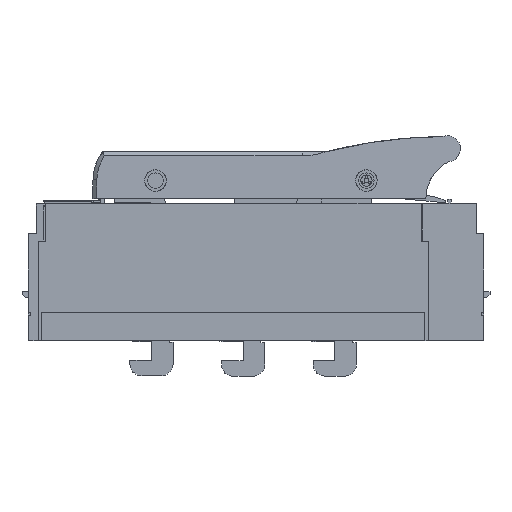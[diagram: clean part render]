
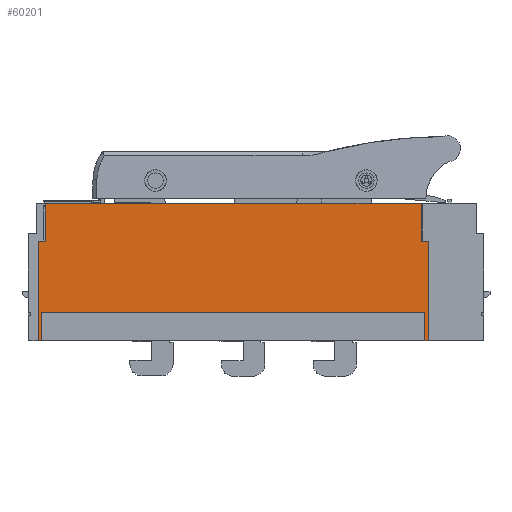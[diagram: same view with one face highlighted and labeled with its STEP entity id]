
A CAD part, front view. The second image highlights one B-rep face of the part: STEP entity #60201.
In plain terms, the highlighted planar face has unit normal (0, -1, 0).
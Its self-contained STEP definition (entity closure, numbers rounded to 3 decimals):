
#55205=DIRECTION('',(0.,0.,1.));
#55206=VECTOR('',#55205,25.);
#55207=CARTESIAN_POINT('',(-123.,-104.75,65.));
#55208=LINE('',#55207,#55206);
#55212=DIRECTION('',(1.,0.,0.));
#55213=VECTOR('',#55212,246.);
#55214=CARTESIAN_POINT('',(-123.,-104.75,90.));
#55215=LINE('',#55214,#55213);
#55219=DIRECTION('',(0.,0.,-1.));
#55220=VECTOR('',#55219,25.);
#55221=CARTESIAN_POINT('',(123.,-104.75,90.));
#55222=LINE('',#55221,#55220);
#55226=DIRECTION('',(1.,0.,0.));
#55227=VECTOR('',#55226,4.5);
#55228=CARTESIAN_POINT('',(123.,-104.75,65.));
#55229=LINE('',#55228,#55227);
#55233=DIRECTION('',(0.,0.,-1.));
#55234=VECTOR('',#55233,65.);
#55235=CARTESIAN_POINT('',(127.5,-104.75,65.));
#55236=LINE('',#55235,#55234);
#55240=DIRECTION('',(-1.,0.,0.));
#55241=VECTOR('',#55240,2.);
#55242=CARTESIAN_POINT('',(127.5,-104.75,0.));
#55243=LINE('',#55242,#55241);
#55247=DIRECTION('',(0.,0.,1.));
#55248=VECTOR('',#55247,18.5);
#55249=CARTESIAN_POINT('',(125.5,-104.75,0.));
#55250=LINE('',#55249,#55248);
#55254=DIRECTION('',(-1.,0.,0.));
#55255=VECTOR('',#55254,251.);
#55256=CARTESIAN_POINT('',(125.5,-104.75,18.5));
#55257=LINE('',#55256,#55255);
#55261=DIRECTION('',(0.,0.,-1.));
#55262=VECTOR('',#55261,18.5);
#55263=CARTESIAN_POINT('',(-125.5,-104.75,18.5));
#55264=LINE('',#55263,#55262);
#55268=DIRECTION('',(-1.,0.,0.));
#55269=VECTOR('',#55268,2.);
#55270=CARTESIAN_POINT('',(-125.5,-104.75,0.));
#55271=LINE('',#55270,#55269);
#55275=DIRECTION('',(1.,0.,0.));
#55276=VECTOR('',#55275,4.5);
#55277=CARTESIAN_POINT('',(-127.5,-104.75,65.));
#55278=LINE('',#55277,#55276);
#57106=DIRECTION('',(0.,0.,-1.));
#57107=VECTOR('',#57106,65.);
#57108=CARTESIAN_POINT('',(-127.5,-104.75,65.));
#57109=LINE('',#57108,#57107);
#59364=CARTESIAN_POINT('',(123.,-104.75,65.));
#59365=CARTESIAN_POINT('',(127.5,-104.75,65.));
#59366=VERTEX_POINT('',#59364);
#59367=VERTEX_POINT('',#59365);
#59372=CARTESIAN_POINT('',(-123.,-104.75,65.));
#59373=CARTESIAN_POINT('',(-123.,-104.75,90.));
#59374=VERTEX_POINT('',#59372);
#59375=VERTEX_POINT('',#59373);
#59376=CARTESIAN_POINT('',(123.,-104.75,90.));
#59377=VERTEX_POINT('',#59376);
#59378=CARTESIAN_POINT('',(127.5,-104.75,0.));
#59379=VERTEX_POINT('',#59378);
#59380=CARTESIAN_POINT('',(125.5,-104.75,0.));
#59381=VERTEX_POINT('',#59380);
#59382=CARTESIAN_POINT('',(125.5,-104.75,18.5));
#59383=VERTEX_POINT('',#59382);
#59384=CARTESIAN_POINT('',(-125.5,-104.75,18.5));
#59385=VERTEX_POINT('',#59384);
#59386=CARTESIAN_POINT('',(-125.5,-104.75,0.));
#59387=VERTEX_POINT('',#59386);
#59388=CARTESIAN_POINT('',(-127.5,-104.75,0.));
#59389=VERTEX_POINT('',#59388);
#59390=CARTESIAN_POINT('',(-127.5,-104.75,65.));
#59391=VERTEX_POINT('',#59390);
#60171=CARTESIAN_POINT('',(0.,-104.75,0.));
#60172=DIRECTION('',(0.,1.,0.));
#60173=DIRECTION('',(0.,0.,1.));
#60174=AXIS2_PLACEMENT_3D('',#60171,#60172,#60173);
#60175=PLANE('',#60174);
#60177=ORIENTED_EDGE('',*,*,#60176,.T.);
#60179=ORIENTED_EDGE('',*,*,#60178,.T.);
#60181=ORIENTED_EDGE('',*,*,#60180,.T.);
#60182=ORIENTED_EDGE('',*,*,#60153,.T.);
#60184=ORIENTED_EDGE('',*,*,#60183,.T.);
#60186=ORIENTED_EDGE('',*,*,#60185,.T.);
#60188=ORIENTED_EDGE('',*,*,#60187,.T.);
#60190=ORIENTED_EDGE('',*,*,#60189,.T.);
#60192=ORIENTED_EDGE('',*,*,#60191,.T.);
#60194=ORIENTED_EDGE('',*,*,#60193,.T.);
#60196=ORIENTED_EDGE('',*,*,#60195,.F.);
#60198=ORIENTED_EDGE('',*,*,#60197,.T.);
#60199=EDGE_LOOP('',(#60177,#60179,#60181,#60182,#60184,#60186,#60188,#60190,
#60192,#60194,#60196,#60198));
#60200=FACE_OUTER_BOUND('',#60199,.F.);
#60153=EDGE_CURVE('',#59366,#59367,#55229,.T.);
#60176=EDGE_CURVE('',#59374,#59375,#55208,.T.);
#60178=EDGE_CURVE('',#59375,#59377,#55215,.T.);
#60180=EDGE_CURVE('',#59377,#59366,#55222,.T.);
#60183=EDGE_CURVE('',#59367,#59379,#55236,.T.);
#60185=EDGE_CURVE('',#59379,#59381,#55243,.T.);
#60187=EDGE_CURVE('',#59381,#59383,#55250,.T.);
#60189=EDGE_CURVE('',#59383,#59385,#55257,.T.);
#60191=EDGE_CURVE('',#59385,#59387,#55264,.T.);
#60193=EDGE_CURVE('',#59387,#59389,#55271,.T.);
#60195=EDGE_CURVE('',#59391,#59389,#57109,.T.);
#60197=EDGE_CURVE('',#59391,#59374,#55278,.T.);
#60201=ADVANCED_FACE('',(#60200),#60175,.F.);
